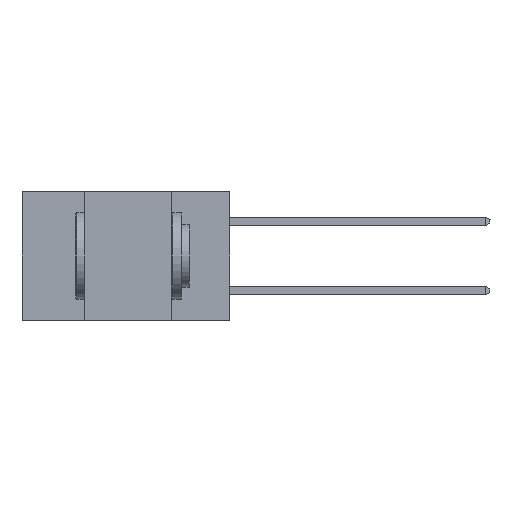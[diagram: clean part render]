
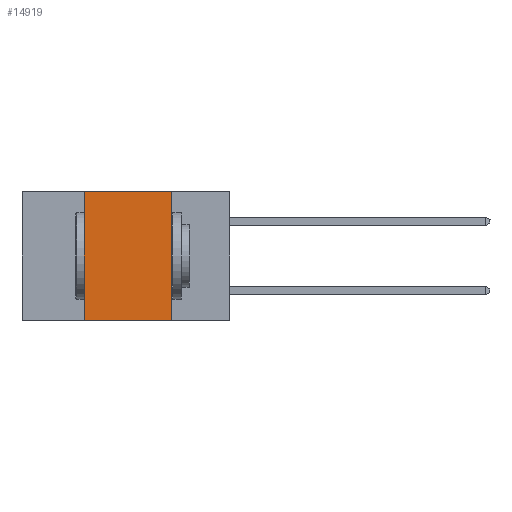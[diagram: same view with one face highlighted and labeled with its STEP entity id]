
A CAD part, left-side view. The second image highlights one B-rep face of the part: STEP entity #14919.
In plain terms, the highlighted planar face has unit normal (-1, 0, 0).
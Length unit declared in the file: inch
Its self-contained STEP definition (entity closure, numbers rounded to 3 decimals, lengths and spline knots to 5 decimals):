
#304 = VERTEX_POINT ( 'NONE', #6882 ) ;
#405 = CARTESIAN_POINT ( 'NONE',  ( 0., 0.42, -0.37 ) ) ;
#568 = DIRECTION ( 'NONE',  ( 0., 0., -1. ) ) ;
#849 = EDGE_CURVE ( 'NONE', #2446, #304, #9985, .T. ) ;
#1824 = DIRECTION ( 'NONE',  ( 0., 0., -1. ) ) ;
#2260 = DIRECTION ( 'NONE',  ( 1., 0., 0. ) ) ;
#2446 = VERTEX_POINT ( 'NONE', #405 ) ;
#2537 = ORIENTED_EDGE ( 'NONE', *, *, #17011, .F. ) ;
#2975 = CARTESIAN_POINT ( 'NONE',  ( 0., 0.6, 0. ) ) ;
#3531 = VECTOR ( 'NONE', #11914, 39.37008 ) ;
#4472 = VECTOR ( 'NONE', #13973, 39.37008 ) ;
#4709 = VECTOR ( 'NONE', #1824, 39.37008 ) ;
#5408 = EDGE_CURVE ( 'NONE', #2446, #12069, #16526, .T. ) ;
#5938 = CARTESIAN_POINT ( 'NONE',  ( 0., 0.17, 0. ) ) ;
#6269 = CARTESIAN_POINT ( 'NONE',  ( 0., 0.6, -0.37 ) ) ;
#6651 = CARTESIAN_POINT ( 'NONE',  ( 0., 0.6, 0. ) ) ;
#6882 = CARTESIAN_POINT ( 'NONE',  ( 0., 0.17, -0.37 ) ) ;
#7219 = EDGE_CURVE ( 'NONE', #13429, #304, #8372, .T. ) ;
#7306 = ORIENTED_EDGE ( 'NONE', *, *, #849, .T. ) ;
#8372 = LINE ( 'NONE', #13651, #4709 ) ;
#9076 = VECTOR ( 'NONE', #13933, 39.37008 ) ;
#9222 = LINE ( 'NONE', #6651, #3531 ) ;
#9785 = ORIENTED_EDGE ( 'NONE', *, *, #7219, .F. ) ;
#9875 = FACE_OUTER_BOUND ( 'NONE', #15798, .T. ) ;
#9985 = LINE ( 'NONE', #6269, #4472 ) ;
#11914 = DIRECTION ( 'NONE',  ( 0., -1., 0. ) ) ;
#12069 = VERTEX_POINT ( 'NONE', #12625 ) ;
#12625 = CARTESIAN_POINT ( 'NONE',  ( 0., 0.42, 0. ) ) ;
#13429 = VERTEX_POINT ( 'NONE', #5938 ) ;
#13651 = CARTESIAN_POINT ( 'NONE',  ( 0., 0.17, -0.37 ) ) ;
#13933 = DIRECTION ( 'NONE',  ( 0., 0., 1. ) ) ;
#13973 = DIRECTION ( 'NONE',  ( 0., -1., 0. ) ) ;
#14021 = CARTESIAN_POINT ( 'NONE',  ( 0., 0.42, -0.37 ) ) ;
#14893 = PLANE ( 'NONE',  #16479 ) ;
#14919 = ADVANCED_FACE ( 'NONE', ( #9875 ), #14893, .F. ) ;
#15798 = EDGE_LOOP ( 'NONE', ( #9785, #2537, #15910, #7306 ) ) ;
#15910 = ORIENTED_EDGE ( 'NONE', *, *, #5408, .F. ) ;
#16479 = AXIS2_PLACEMENT_3D ( 'NONE', #2975, #2260, #568 ) ;
#16526 = LINE ( 'NONE', #14021, #9076 ) ;
#17011 = EDGE_CURVE ( 'NONE', #12069, #13429, #9222, .T. ) ;
